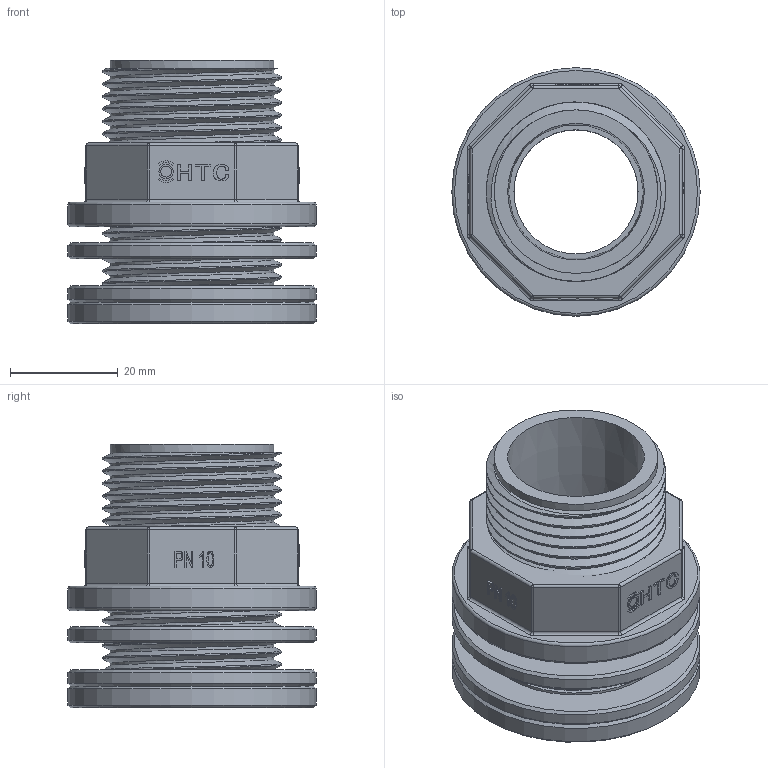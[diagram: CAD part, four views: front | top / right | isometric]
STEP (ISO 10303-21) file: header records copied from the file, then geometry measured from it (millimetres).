
FILE_DESCRIPTION(/* description */ (''),/* implementation_level */ '2;1');
FILE_NAME(/* name */ '圆底水箱接头25.stp',/* time_stamp */ '2025-09-27T08:37:29+08:00',/* author */ (''),/* organization */ (''),/* preprocessor_version */ 'ST-DEVELOPER v16.7',/* originating_system */ 'SIEMENS PLM Software NX 12.0',/* authorisation */ '');
FILE_SCHEMA (('AUTOMOTIVE_DESIGN { 1 0 10303 214 3 1 1 1 }'));
Length unit declared in the file: millimetre
Products named in the file (1): Admi06C0A70380ij
Bounding box: 46 x 46 x 48.8 mm (x, y, z)
Volume: 33608 mm3; surface area: 24970.7 mm2
Topology: 4 solids, 4 shells, 294 faces, 752 edges, 483 vertices
Faces by surface type: plane 126, cylinder 76, extrusion 63, torus 10, sphere 8, cone 7, bspline 4
Full cylindrical faces by diameter (mm): 2.008 x1, 2.678 x1, 23 x1, 30.291 x18, 33.249 x18, 34.5 x2, 46 x4
Entity records: 13654 total; most frequent: CARTESIAN_POINT 8083, ORIENTED_EDGE 1216, DIRECTION 881, EDGE_CURVE 608, VERTEX_POINT 402, B_SPLINE_CURVE_WITH_KNOTS 341, EDGE_LOOP 312, AXIS2_PLACEMENT_3D 295
